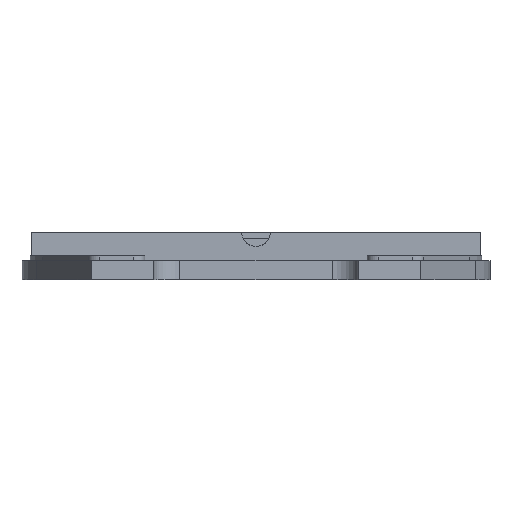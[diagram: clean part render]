
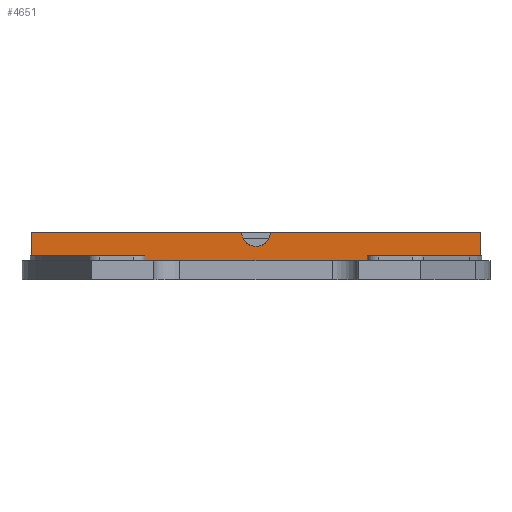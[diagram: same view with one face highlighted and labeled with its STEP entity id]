
A CAD part, front view. The second image highlights one B-rep face of the part: STEP entity #4651.
In plain terms, the highlighted planar face has unit normal (0, -1, 0).
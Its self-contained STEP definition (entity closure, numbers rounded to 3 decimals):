
#987 = PLANE('',#988);
#988 = AXIS2_PLACEMENT_3D('',#989,#990,#991);
#989 = CARTESIAN_POINT('',(-94.,10.,4.576));
#990 = DIRECTION('',(-1.,0.,0.));
#991 = DIRECTION('',(0.,0.,-1.));
#1019 = PLANE('',#1020);
#1020 = AXIS2_PLACEMENT_3D('',#1021,#1022,#1023);
#1021 = CARTESIAN_POINT('',(-94.,-18.5,17.));
#1022 = DIRECTION('',(0.,0.,1.));
#1023 = DIRECTION('',(0.,1.,0.));
#1065 = CYLINDRICAL_SURFACE('',#1066,6.);
#1066 = AXIS2_PLACEMENT_3D('',#1067,#1068,#1069);
#1067 = CARTESIAN_POINT('',(0.,-18.5,17.));
#1068 = DIRECTION('',(0.,-1.,0.));
#1069 = DIRECTION('',(0.,0.,-1.));
#1180 = PLANE('',#1181);
#1181 = AXIS2_PLACEMENT_3D('',#1182,#1183,#1184);
#1182 = CARTESIAN_POINT('',(-94.,-18.5,17.));
#1183 = DIRECTION('',(0.,0.,1.));
#1184 = DIRECTION('',(0.,1.,0.));
#1209 = PLANE('',#1210);
#1210 = AXIS2_PLACEMENT_3D('',#1211,#1212,#1213);
#1211 = CARTESIAN_POINT('',(94.,10.,4.576));
#1212 = DIRECTION('',(-1.,0.,0.));
#1213 = DIRECTION('',(0.,0.,-1.));
#1758 = PLANE('',#1759);
#1759 = AXIS2_PLACEMENT_3D('',#1760,#1761,#1762);
#1760 = CARTESIAN_POINT('',(0.,-9.518,5.));
#1761 = DIRECTION('',(0.,0.,1.));
#1762 = DIRECTION('',(1.,0.,0.));
#2433 = VERTEX_POINT('',#2434);
#2434 = CARTESIAN_POINT('',(-94.,-18.5,5.));
#2455 = EDGE_CURVE('',#2433,#2456,#2458,.T.);
#2456 = VERTEX_POINT('',#2457);
#2457 = CARTESIAN_POINT('',(-94.,-18.5,17.));
#2458 = SURFACE_CURVE('',#2459,(#2463,#2470),.PCURVE_S1.);
#2459 = LINE('',#2460,#2461);
#2460 = CARTESIAN_POINT('',(-94.,-18.5,-3.));
#2461 = VECTOR('',#2462,1.);
#2462 = DIRECTION('',(0.,0.,1.));
#2463 = PCURVE('',#987,#2464);
#2464 = DEFINITIONAL_REPRESENTATION('',(#2465),#2469);
#2465 = LINE('',#2466,#2467);
#2466 = CARTESIAN_POINT('',(7.576,28.5));
#2467 = VECTOR('',#2468,1.);
#2468 = DIRECTION('',(-1.,0.));
#2469 = ( GEOMETRIC_REPRESENTATION_CONTEXT(2) 
PARAMETRIC_REPRESENTATION_CONTEXT() REPRESENTATION_CONTEXT('2D SPACE',''
  ) );
#2470 = PCURVE('',#2471,#2476);
#2471 = PLANE('',#2472);
#2472 = AXIS2_PLACEMENT_3D('',#2473,#2474,#2475);
#2473 = CARTESIAN_POINT('',(-94.,-18.5,-3.));
#2474 = DIRECTION('',(0.,-1.,0.));
#2475 = DIRECTION('',(0.,0.,1.));
#2476 = DEFINITIONAL_REPRESENTATION('',(#2477),#2481);
#2477 = LINE('',#2478,#2479);
#2478 = CARTESIAN_POINT('',(0.,0.));
#2479 = VECTOR('',#2480,1.);
#2480 = DIRECTION('',(1.,0.));
#2481 = ( GEOMETRIC_REPRESENTATION_CONTEXT(2) 
PARAMETRIC_REPRESENTATION_CONTEXT() REPRESENTATION_CONTEXT('2D SPACE',''
  ) );
#2735 = VERTEX_POINT('',#2736);
#2736 = CARTESIAN_POINT('',(94.,-18.5,5.));
#2757 = EDGE_CURVE('',#2735,#2758,#2760,.T.);
#2758 = VERTEX_POINT('',#2759);
#2759 = CARTESIAN_POINT('',(94.,-18.5,17.));
#2760 = SURFACE_CURVE('',#2761,(#2765,#2772),.PCURVE_S1.);
#2761 = LINE('',#2762,#2763);
#2762 = CARTESIAN_POINT('',(94.,-18.5,-3.));
#2763 = VECTOR('',#2764,1.);
#2764 = DIRECTION('',(0.,0.,1.));
#2765 = PCURVE('',#1209,#2766);
#2766 = DEFINITIONAL_REPRESENTATION('',(#2767),#2771);
#2767 = LINE('',#2768,#2769);
#2768 = CARTESIAN_POINT('',(7.576,28.5));
#2769 = VECTOR('',#2770,1.);
#2770 = DIRECTION('',(-1.,0.));
#2771 = ( GEOMETRIC_REPRESENTATION_CONTEXT(2) 
PARAMETRIC_REPRESENTATION_CONTEXT() REPRESENTATION_CONTEXT('2D SPACE',''
  ) );
#2772 = PCURVE('',#2471,#2773);
#2773 = DEFINITIONAL_REPRESENTATION('',(#2774),#2778);
#2774 = LINE('',#2775,#2776);
#2775 = CARTESIAN_POINT('',(0.,-188.));
#2776 = VECTOR('',#2777,1.);
#2777 = DIRECTION('',(1.,0.));
#2778 = ( GEOMETRIC_REPRESENTATION_CONTEXT(2) 
PARAMETRIC_REPRESENTATION_CONTEXT() REPRESENTATION_CONTEXT('2D SPACE',''
  ) );
#2805 = VERTEX_POINT('',#2806);
#2806 = CARTESIAN_POINT('',(6.,-18.5,17.));
#2827 = EDGE_CURVE('',#2805,#2758,#2828,.T.);
#2828 = SURFACE_CURVE('',#2829,(#2833,#2840),.PCURVE_S1.);
#2829 = LINE('',#2830,#2831);
#2830 = CARTESIAN_POINT('',(-94.,-18.5,17.));
#2831 = VECTOR('',#2832,1.);
#2832 = DIRECTION('',(1.,0.,0.));
#2833 = PCURVE('',#1180,#2834);
#2834 = DEFINITIONAL_REPRESENTATION('',(#2835),#2839);
#2835 = LINE('',#2836,#2837);
#2836 = CARTESIAN_POINT('',(0.,0.));
#2837 = VECTOR('',#2838,1.);
#2838 = DIRECTION('',(0.,-1.));
#2839 = ( GEOMETRIC_REPRESENTATION_CONTEXT(2) 
PARAMETRIC_REPRESENTATION_CONTEXT() REPRESENTATION_CONTEXT('2D SPACE',''
  ) );
#2840 = PCURVE('',#2471,#2841);
#2841 = DEFINITIONAL_REPRESENTATION('',(#2842),#2846);
#2842 = LINE('',#2843,#2844);
#2843 = CARTESIAN_POINT('',(20.,0.));
#2844 = VECTOR('',#2845,1.);
#2845 = DIRECTION('',(0.,-1.));
#2846 = ( GEOMETRIC_REPRESENTATION_CONTEXT(2) 
PARAMETRIC_REPRESENTATION_CONTEXT() REPRESENTATION_CONTEXT('2D SPACE',''
  ) );
#2888 = EDGE_CURVE('',#2889,#2805,#2891,.T.);
#2889 = VERTEX_POINT('',#2890);
#2890 = CARTESIAN_POINT('',(-6.,-18.5,17.));
#2891 = SURFACE_CURVE('',#2892,(#2897,#2904),.PCURVE_S1.);
#2892 = CIRCLE('',#2893,6.);
#2893 = AXIS2_PLACEMENT_3D('',#2894,#2895,#2896);
#2894 = CARTESIAN_POINT('',(0.,-18.5,17.));
#2895 = DIRECTION('',(0.,-1.,0.));
#2896 = DIRECTION('',(0.,0.,-1.));
#2897 = PCURVE('',#1065,#2898);
#2898 = DEFINITIONAL_REPRESENTATION('',(#2899),#2903);
#2899 = LINE('',#2900,#2901);
#2900 = CARTESIAN_POINT('',(0.,0.));
#2901 = VECTOR('',#2902,1.);
#2902 = DIRECTION('',(1.,0.));
#2903 = ( GEOMETRIC_REPRESENTATION_CONTEXT(2) 
PARAMETRIC_REPRESENTATION_CONTEXT() REPRESENTATION_CONTEXT('2D SPACE',''
  ) );
#2904 = PCURVE('',#2471,#2905);
#2905 = DEFINITIONAL_REPRESENTATION('',(#2906),#2910);
#2906 = CIRCLE('',#2907,6.);
#2907 = AXIS2_PLACEMENT_2D('',#2908,#2909);
#2908 = CARTESIAN_POINT('',(20.,-94.));
#2909 = DIRECTION('',(-1.,0.));
#2910 = ( GEOMETRIC_REPRESENTATION_CONTEXT(2) 
PARAMETRIC_REPRESENTATION_CONTEXT() REPRESENTATION_CONTEXT('2D SPACE',''
  ) );
#2971 = EDGE_CURVE('',#2456,#2889,#2972,.T.);
#2972 = SURFACE_CURVE('',#2973,(#2977,#2984),.PCURVE_S1.);
#2973 = LINE('',#2974,#2975);
#2974 = CARTESIAN_POINT('',(-94.,-18.5,17.));
#2975 = VECTOR('',#2976,1.);
#2976 = DIRECTION('',(1.,0.,0.));
#2977 = PCURVE('',#1019,#2978);
#2978 = DEFINITIONAL_REPRESENTATION('',(#2979),#2983);
#2979 = LINE('',#2980,#2981);
#2980 = CARTESIAN_POINT('',(0.,0.));
#2981 = VECTOR('',#2982,1.);
#2982 = DIRECTION('',(0.,-1.));
#2983 = ( GEOMETRIC_REPRESENTATION_CONTEXT(2) 
PARAMETRIC_REPRESENTATION_CONTEXT() REPRESENTATION_CONTEXT('2D SPACE',''
  ) );
#2984 = PCURVE('',#2471,#2985);
#2985 = DEFINITIONAL_REPRESENTATION('',(#2986),#2990);
#2986 = LINE('',#2987,#2988);
#2987 = CARTESIAN_POINT('',(20.,0.));
#2988 = VECTOR('',#2989,1.);
#2989 = DIRECTION('',(0.,-1.));
#2990 = ( GEOMETRIC_REPRESENTATION_CONTEXT(2) 
PARAMETRIC_REPRESENTATION_CONTEXT() REPRESENTATION_CONTEXT('2D SPACE',''
  ) );
#3977 = EDGE_CURVE('',#2735,#2433,#3978,.T.);
#3978 = SURFACE_CURVE('',#3979,(#3983,#3990),.PCURVE_S1.);
#3979 = LINE('',#3980,#3981);
#3980 = CARTESIAN_POINT('',(94.,-18.5,5.));
#3981 = VECTOR('',#3982,1.);
#3982 = DIRECTION('',(-1.,0.,0.));
#3983 = PCURVE('',#1758,#3984);
#3984 = DEFINITIONAL_REPRESENTATION('',(#3985),#3989);
#3985 = LINE('',#3986,#3987);
#3986 = CARTESIAN_POINT('',(94.,-8.982));
#3987 = VECTOR('',#3988,1.);
#3988 = DIRECTION('',(-1.,0.));
#3989 = ( GEOMETRIC_REPRESENTATION_CONTEXT(2) 
PARAMETRIC_REPRESENTATION_CONTEXT() REPRESENTATION_CONTEXT('2D SPACE',''
  ) );
#3990 = PCURVE('',#2471,#3991);
#3991 = DEFINITIONAL_REPRESENTATION('',(#3992),#3996);
#3992 = LINE('',#3993,#3994);
#3993 = CARTESIAN_POINT('',(8.,-188.));
#3994 = VECTOR('',#3995,1.);
#3995 = DIRECTION('',(0.,1.));
#3996 = ( GEOMETRIC_REPRESENTATION_CONTEXT(2) 
PARAMETRIC_REPRESENTATION_CONTEXT() REPRESENTATION_CONTEXT('2D SPACE',''
  ) );
#4651 = ADVANCED_FACE('',(#4652),#2471,.T.);
#4652 = FACE_BOUND('',#4653,.T.);
#4653 = EDGE_LOOP('',(#4654,#4655,#4656,#4657,#4658,#4659));
#4654 = ORIENTED_EDGE('',*,*,#2455,.F.);
#4655 = ORIENTED_EDGE('',*,*,#3977,.F.);
#4656 = ORIENTED_EDGE('',*,*,#2757,.T.);
#4657 = ORIENTED_EDGE('',*,*,#2827,.F.);
#4658 = ORIENTED_EDGE('',*,*,#2888,.F.);
#4659 = ORIENTED_EDGE('',*,*,#2971,.F.);
